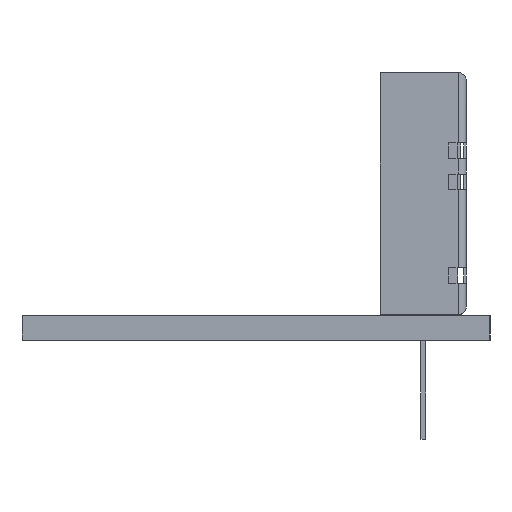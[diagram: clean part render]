
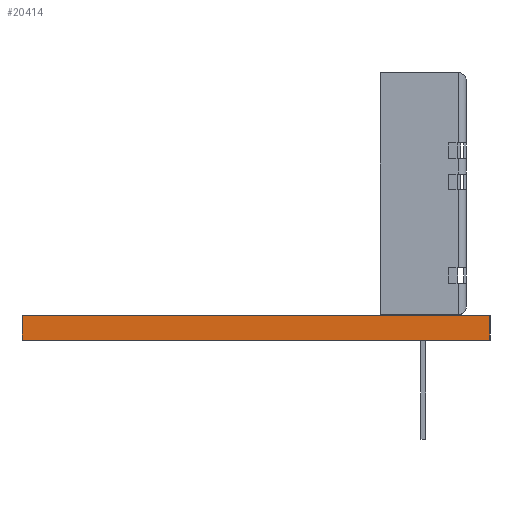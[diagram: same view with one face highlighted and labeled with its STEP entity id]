
A CAD part, left-side view. The second image highlights one B-rep face of the part: STEP entity #20414.
In plain terms, the highlighted planar face has unit normal (-1, 0, 0).
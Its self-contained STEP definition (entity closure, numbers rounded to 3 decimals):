
#20298 = EDGE_CURVE('',#20299,#20301,#20303,.T.);
#20299 = VERTEX_POINT('',#20300);
#20300 = CARTESIAN_POINT('',(20.,-20.,0.));
#20301 = VERTEX_POINT('',#20302);
#20302 = CARTESIAN_POINT('',(20.,-20.,1.6));
#20303 = SURFACE_CURVE('',#20304,(#20308,#20320),.PCURVE_S1.);
#20304 = LINE('',#20305,#20306);
#20305 = CARTESIAN_POINT('',(20.,-20.,0.));
#20306 = VECTOR('',#20307,1.);
#20307 = DIRECTION('',(0.,0.,1.));
#20308 = PCURVE('',#20309,#20314);
#20309 = PLANE('',#20310);
#20310 = AXIS2_PLACEMENT_3D('',#20311,#20312,#20313);
#20311 = CARTESIAN_POINT('',(20.,-20.,0.));
#20312 = DIRECTION('',(0.,1.,0.));
#20313 = DIRECTION('',(1.,0.,0.));
#20314 = DEFINITIONAL_REPRESENTATION('',(#20315),#20319);
#20315 = LINE('',#20316,#20317);
#20316 = CARTESIAN_POINT('',(0.,0.));
#20317 = VECTOR('',#20318,1.);
#20318 = DIRECTION('',(0.,-1.));
#20319 = ( GEOMETRIC_REPRESENTATION_CONTEXT(2) 
PARAMETRIC_REPRESENTATION_CONTEXT() REPRESENTATION_CONTEXT('2D SPACE',''
  ) );
#20320 = PCURVE('',#20321,#20326);
#20321 = PLANE('',#20322);
#20322 = AXIS2_PLACEMENT_3D('',#20323,#20324,#20325);
#20323 = CARTESIAN_POINT('',(20.,-50.,0.));
#20324 = DIRECTION('',(-1.,0.,0.));
#20325 = DIRECTION('',(0.,1.,0.));
#20326 = DEFINITIONAL_REPRESENTATION('',(#20327),#20331);
#20327 = LINE('',#20328,#20329);
#20328 = CARTESIAN_POINT('',(30.,0.));
#20329 = VECTOR('',#20330,1.);
#20330 = DIRECTION('',(0.,-1.));
#20331 = ( GEOMETRIC_REPRESENTATION_CONTEXT(2) 
PARAMETRIC_REPRESENTATION_CONTEXT() REPRESENTATION_CONTEXT('2D SPACE',''
  ) );
#20349 = PLANE('',#20350);
#20350 = AXIS2_PLACEMENT_3D('',#20351,#20352,#20353);
#20351 = CARTESIAN_POINT('',(40.,-35.,1.6));
#20352 = DIRECTION('',(-0.,-0.,-1.));
#20353 = DIRECTION('',(-1.,0.,0.));
#20403 = PLANE('',#20404);
#20404 = AXIS2_PLACEMENT_3D('',#20405,#20406,#20407);
#20405 = CARTESIAN_POINT('',(40.,-35.,0.));
#20406 = DIRECTION('',(-0.,-0.,-1.));
#20407 = DIRECTION('',(-1.,0.,0.));
#20414 = ADVANCED_FACE('',(#20415),#20321,.T.);
#20415 = FACE_BOUND('',#20416,.T.);
#20416 = EDGE_LOOP('',(#20417,#20447,#20468,#20469));
#20417 = ORIENTED_EDGE('',*,*,#20418,.T.);
#20418 = EDGE_CURVE('',#20419,#20421,#20423,.T.);
#20419 = VERTEX_POINT('',#20420);
#20420 = CARTESIAN_POINT('',(20.,-50.,0.));
#20421 = VERTEX_POINT('',#20422);
#20422 = CARTESIAN_POINT('',(20.,-50.,1.6));
#20423 = SURFACE_CURVE('',#20424,(#20428,#20435),.PCURVE_S1.);
#20424 = LINE('',#20425,#20426);
#20425 = CARTESIAN_POINT('',(20.,-50.,0.));
#20426 = VECTOR('',#20427,1.);
#20427 = DIRECTION('',(0.,0.,1.));
#20428 = PCURVE('',#20321,#20429);
#20429 = DEFINITIONAL_REPRESENTATION('',(#20430),#20434);
#20430 = LINE('',#20431,#20432);
#20431 = CARTESIAN_POINT('',(0.,0.));
#20432 = VECTOR('',#20433,1.);
#20433 = DIRECTION('',(0.,-1.));
#20434 = ( GEOMETRIC_REPRESENTATION_CONTEXT(2) 
PARAMETRIC_REPRESENTATION_CONTEXT() REPRESENTATION_CONTEXT('2D SPACE',''
  ) );
#20435 = PCURVE('',#20436,#20441);
#20436 = PLANE('',#20437);
#20437 = AXIS2_PLACEMENT_3D('',#20438,#20439,#20440);
#20438 = CARTESIAN_POINT('',(60.,-50.,0.));
#20439 = DIRECTION('',(0.,-1.,0.));
#20440 = DIRECTION('',(-1.,0.,0.));
#20441 = DEFINITIONAL_REPRESENTATION('',(#20442),#20446);
#20442 = LINE('',#20443,#20444);
#20443 = CARTESIAN_POINT('',(40.,0.));
#20444 = VECTOR('',#20445,1.);
#20445 = DIRECTION('',(0.,-1.));
#20446 = ( GEOMETRIC_REPRESENTATION_CONTEXT(2) 
PARAMETRIC_REPRESENTATION_CONTEXT() REPRESENTATION_CONTEXT('2D SPACE',''
  ) );
#20447 = ORIENTED_EDGE('',*,*,#20448,.T.);
#20448 = EDGE_CURVE('',#20421,#20301,#20449,.T.);
#20449 = SURFACE_CURVE('',#20450,(#20454,#20461),.PCURVE_S1.);
#20450 = LINE('',#20451,#20452);
#20451 = CARTESIAN_POINT('',(20.,-50.,1.6));
#20452 = VECTOR('',#20453,1.);
#20453 = DIRECTION('',(0.,1.,0.));
#20454 = PCURVE('',#20321,#20455);
#20455 = DEFINITIONAL_REPRESENTATION('',(#20456),#20460);
#20456 = LINE('',#20457,#20458);
#20457 = CARTESIAN_POINT('',(0.,-1.6));
#20458 = VECTOR('',#20459,1.);
#20459 = DIRECTION('',(1.,0.));
#20460 = ( GEOMETRIC_REPRESENTATION_CONTEXT(2) 
PARAMETRIC_REPRESENTATION_CONTEXT() REPRESENTATION_CONTEXT('2D SPACE',''
  ) );
#20461 = PCURVE('',#20349,#20462);
#20462 = DEFINITIONAL_REPRESENTATION('',(#20463),#20467);
#20463 = LINE('',#20464,#20465);
#20464 = CARTESIAN_POINT('',(20.,-15.));
#20465 = VECTOR('',#20466,1.);
#20466 = DIRECTION('',(0.,1.));
#20467 = ( GEOMETRIC_REPRESENTATION_CONTEXT(2) 
PARAMETRIC_REPRESENTATION_CONTEXT() REPRESENTATION_CONTEXT('2D SPACE',''
  ) );
#20468 = ORIENTED_EDGE('',*,*,#20298,.F.);
#20469 = ORIENTED_EDGE('',*,*,#20470,.F.);
#20470 = EDGE_CURVE('',#20419,#20299,#20471,.T.);
#20471 = SURFACE_CURVE('',#20472,(#20476,#20483),.PCURVE_S1.);
#20472 = LINE('',#20473,#20474);
#20473 = CARTESIAN_POINT('',(20.,-50.,0.));
#20474 = VECTOR('',#20475,1.);
#20475 = DIRECTION('',(0.,1.,0.));
#20476 = PCURVE('',#20321,#20477);
#20477 = DEFINITIONAL_REPRESENTATION('',(#20478),#20482);
#20478 = LINE('',#20479,#20480);
#20479 = CARTESIAN_POINT('',(0.,0.));
#20480 = VECTOR('',#20481,1.);
#20481 = DIRECTION('',(1.,0.));
#20482 = ( GEOMETRIC_REPRESENTATION_CONTEXT(2) 
PARAMETRIC_REPRESENTATION_CONTEXT() REPRESENTATION_CONTEXT('2D SPACE',''
  ) );
#20483 = PCURVE('',#20403,#20484);
#20484 = DEFINITIONAL_REPRESENTATION('',(#20485),#20489);
#20485 = LINE('',#20486,#20487);
#20486 = CARTESIAN_POINT('',(20.,-15.));
#20487 = VECTOR('',#20488,1.);
#20488 = DIRECTION('',(0.,1.));
#20489 = ( GEOMETRIC_REPRESENTATION_CONTEXT(2) 
PARAMETRIC_REPRESENTATION_CONTEXT() REPRESENTATION_CONTEXT('2D SPACE',''
  ) );
